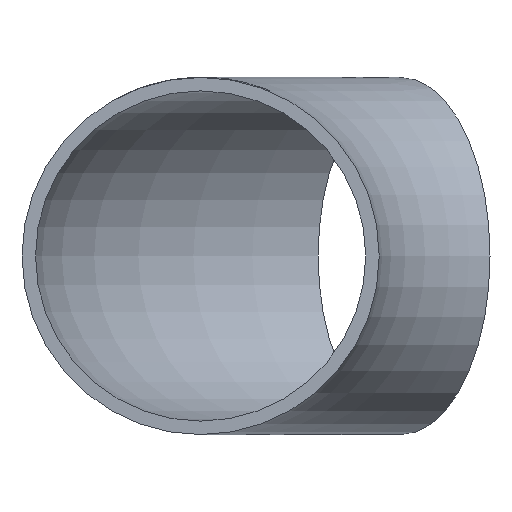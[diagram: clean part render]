
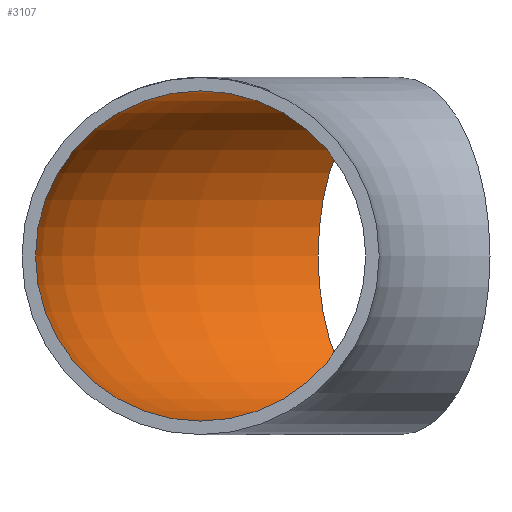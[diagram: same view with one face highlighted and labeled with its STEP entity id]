
A CAD part, front view. The second image highlights one B-rep face of the part: STEP entity #3107.
In plain terms, the highlighted toroidal (fillet/blend) face has major radius 47.5 mm and minor radius 19.6 mm.
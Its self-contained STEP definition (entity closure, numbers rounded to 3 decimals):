
#1041 = DIRECTION ( 'NONE',  ( 0., 0., -1. ) ) ;
#3107 = ADVANCED_FACE ( 'NONE', ( #4765, #11397 ), #5023, .F. ) ;
#3630 = EDGE_LOOP ( 'NONE', ( #13501 ) ) ;
#4735 = VERTEX_POINT ( 'NONE', #7122 ) ;
#4765 = FACE_OUTER_BOUND ( 'NONE', #3630, .T. ) ;
#5023 = TOROIDAL_SURFACE ( 'NONE', #7736, 47.5, 19.6 ) ;
#5681 = CIRCLE ( 'NONE', #7562, 19.6 ) ;
#5700 = EDGE_CURVE ( 'NONE', #13825, #13825, #5681, .T. ) ;
#6321 = DIRECTION ( 'NONE',  ( 0.866, 0.5, 0. ) ) ;
#7122 = CARTESIAN_POINT ( 'NONE',  ( -33.55, 58.11, 0. ) ) ;
#7562 = AXIS2_PLACEMENT_3D ( 'NONE', #12572, #12391, #16103 ) ;
#7736 = AXIS2_PLACEMENT_3D ( 'NONE', #15123, #1041, #16548 ) ;
#9987 = CARTESIAN_POINT ( 'NONE',  ( -47.5, 0., 19.6 ) ) ;
#11393 = EDGE_LOOP ( 'NONE', ( #15317 ) ) ;
#11397 = FACE_OUTER_BOUND ( 'NONE', #11393, .T. ) ;
#11408 = CARTESIAN_POINT ( 'NONE',  ( -23.75, 41.136, 0. ) ) ;
#12391 = DIRECTION ( 'NONE',  ( 0., 1., 0. ) ) ;
#12572 = CARTESIAN_POINT ( 'NONE',  ( -47.5, 0., 0. ) ) ;
#13294 = CIRCLE ( 'NONE', #16254, 19.6 ) ;
#13501 = ORIENTED_EDGE ( 'NONE', *, *, #15414, .T. ) ;
#13825 = VERTEX_POINT ( 'NONE', #9987 ) ;
#15123 = CARTESIAN_POINT ( 'NONE',  ( 0., 0., 0. ) ) ;
#15317 = ORIENTED_EDGE ( 'NONE', *, *, #5700, .F. ) ;
#15414 = EDGE_CURVE ( 'NONE', #4735, #4735, #13294, .T. ) ;
#15459 = DIRECTION ( 'NONE',  ( -0.5, 0.866, 0. ) ) ;
#16103 = DIRECTION ( 'NONE',  ( 0., 0., 1. ) ) ;
#16254 = AXIS2_PLACEMENT_3D ( 'NONE', #11408, #6321, #15459 ) ;
#16548 = DIRECTION ( 'NONE',  ( -1., 0., 0. ) ) ;
